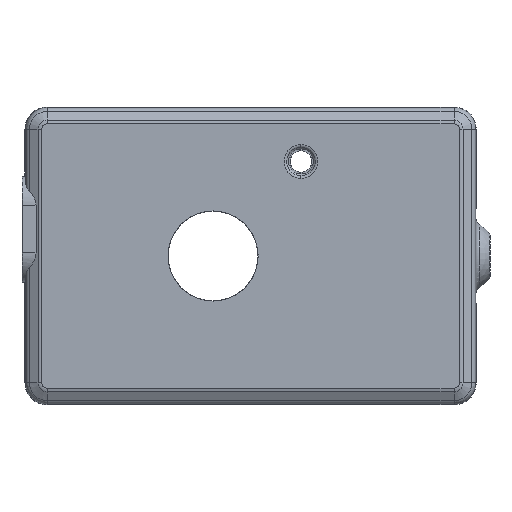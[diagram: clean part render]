
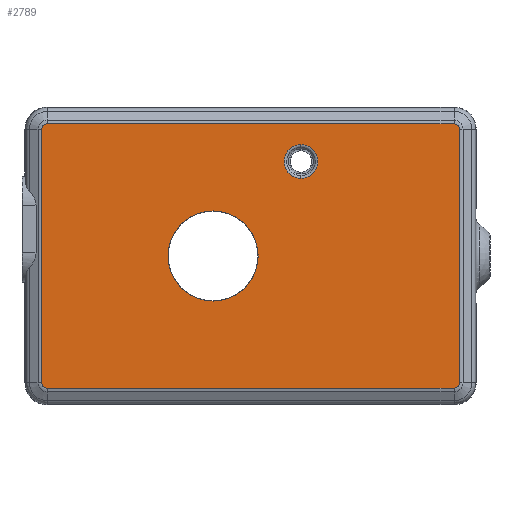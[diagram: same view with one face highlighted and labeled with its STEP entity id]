
A CAD part, front view. The second image highlights one B-rep face of the part: STEP entity #2789.
In plain terms, the highlighted planar face has unit normal (0, -1, 0).
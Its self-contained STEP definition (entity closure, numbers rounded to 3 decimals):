
#102 = ORIENTED_EDGE ( 'NONE', *, *, #2085, .T. ) ;
#223 = AXIS2_PLACEMENT_3D ( 'NONE', #1599, #4394, #3220 ) ;
#309 = AXIS2_PLACEMENT_3D ( 'NONE', #2627, #4899, #3881 ) ;
#334 = AXIS2_PLACEMENT_3D ( 'NONE', #4834, #5383, #2005 ) ;
#430 = VECTOR ( 'NONE', #1373, 1000. ) ;
#501 = DIRECTION ( 'NONE',  ( 0., 0., -1. ) ) ;
#557 = EDGE_CURVE ( 'NONE', #2844, #2578, #1499, .T. ) ;
#667 = CIRCLE ( 'NONE', #309, 0.732 ) ;
#834 = FACE_BOUND ( 'NONE', #2977, .T. ) ;
#843 = CARTESIAN_POINT ( 'NONE',  ( -27.832, 0., 17.17 ) ) ;
#851 = CARTESIAN_POINT ( 'NONE',  ( 28.732, 0., 0. ) ) ;
#913 = DIRECTION ( 'NONE',  ( 0., 0., 1. ) ) ;
#975 = DIRECTION ( 'NONE',  ( 0., -1., 0. ) ) ;
#1036 = EDGE_LOOP ( 'NONE', ( #2716, #7037, #3505, #2840, #102, #2549, #5247, #6571 ) ) ;
#1080 = AXIS2_PLACEMENT_3D ( 'NONE', #2857, #1603, #4364 ) ;
#1146 = CARTESIAN_POINT ( 'NONE',  ( 7.27, 0., 10.512 ) ) ;
#1177 = EDGE_CURVE ( 'NONE', #1388, #2844, #3476, .T. ) ;
#1373 = DIRECTION ( 'NONE',  ( 0., 0., -1. ) ) ;
#1388 = VERTEX_POINT ( 'NONE', #6135 ) ;
#1411 = DIRECTION ( 'NONE',  ( 0., 1., 0. ) ) ;
#1442 = CARTESIAN_POINT ( 'NONE',  ( -27.832, 0., 0. ) ) ;
#1470 = ORIENTED_EDGE ( 'NONE', *, *, #6454, .F. ) ;
#1483 = FACE_BOUND ( 'NONE', #2107, .T. ) ;
#1499 = LINE ( 'NONE', #851, #3942 ) ;
#1509 = CIRCLE ( 'NONE', #223, 2.288 ) ;
#1599 = CARTESIAN_POINT ( 'NONE',  ( 7.27, 0., 12.8 ) ) ;
#1603 = DIRECTION ( 'NONE',  ( 0., -1., 0. ) ) ;
#1650 = CARTESIAN_POINT ( 'NONE',  ( 28.732, 0., 17.17 ) ) ;
#1713 = EDGE_CURVE ( 'NONE', #5082, #2986, #667, .T. ) ;
#1814 = VERTEX_POINT ( 'NONE', #5458 ) ;
#1822 = CARTESIAN_POINT ( 'NONE',  ( -4.63, 0., 0. ) ) ;
#2005 = DIRECTION ( 'NONE',  ( 0., 0., -1. ) ) ;
#2028 = EDGE_CURVE ( 'NONE', #2986, #6682, #6408, .T. ) ;
#2085 = EDGE_CURVE ( 'NONE', #5528, #1388, #5964, .T. ) ;
#2107 = EDGE_LOOP ( 'NONE', ( #1470, #5481 ) ) ;
#2469 = DIRECTION ( 'NONE',  ( 0., -1., 0. ) ) ;
#2486 = VERTEX_POINT ( 'NONE', #4224 ) ;
#2549 = ORIENTED_EDGE ( 'NONE', *, *, #1177, .T. ) ;
#2563 = EDGE_CURVE ( 'NONE', #1814, #5905, #5485, .T. ) ;
#2578 = VERTEX_POINT ( 'NONE', #1650 ) ;
#2627 = CARTESIAN_POINT ( 'NONE',  ( -27.1, 0., 17.17 ) ) ;
#2646 = ORIENTED_EDGE ( 'NONE', *, *, #4873, .T. ) ;
#2716 = ORIENTED_EDGE ( 'NONE', *, *, #5626, .T. ) ;
#2789 = ADVANCED_FACE ( 'NONE', ( #834, #4280, #1483 ), #7044, .T. ) ;
#2819 = VECTOR ( 'NONE', #5252, 1000. ) ;
#2840 = ORIENTED_EDGE ( 'NONE', *, *, #4022, .T. ) ;
#2844 = VERTEX_POINT ( 'NONE', #4210 ) ;
#2857 = CARTESIAN_POINT ( 'NONE',  ( 28., 0., 17.17 ) ) ;
#2904 = AXIS2_PLACEMENT_3D ( 'NONE', #1822, #5800, #4617 ) ;
#2919 = DIRECTION ( 'NONE',  ( 0., 0., -1. ) ) ;
#2977 = EDGE_LOOP ( 'NONE', ( #6984, #2646 ) ) ;
#2986 = VERTEX_POINT ( 'NONE', #843 ) ;
#3045 = CARTESIAN_POINT ( 'NONE',  ( 0., 0., 17.902 ) ) ;
#3052 = CARTESIAN_POINT ( 'NONE',  ( 7.27, 0., 15.088 ) ) ;
#3164 = CARTESIAN_POINT ( 'NONE',  ( 0., 0., -17.902 ) ) ;
#3220 = DIRECTION ( 'NONE',  ( 0., 0., -1. ) ) ;
#3347 = EDGE_CURVE ( 'NONE', #5555, #5309, #1509, .T. ) ;
#3476 = CIRCLE ( 'NONE', #4288, 0.732 ) ;
#3505 = ORIENTED_EDGE ( 'NONE', *, *, #2028, .T. ) ;
#3719 = VECTOR ( 'NONE', #4927, 1000. ) ;
#3881 = DIRECTION ( 'NONE',  ( 0., 0., -1. ) ) ;
#3942 = VECTOR ( 'NONE', #913, 1000. ) ;
#4022 = EDGE_CURVE ( 'NONE', #6682, #5528, #4695, .T. ) ;
#4112 = AXIS2_PLACEMENT_3D ( 'NONE', #4743, #2469, #6960 ) ;
#4210 = CARTESIAN_POINT ( 'NONE',  ( 28.732, 0., -17.17 ) ) ;
#4224 = CARTESIAN_POINT ( 'NONE',  ( 28., 0., 17.902 ) ) ;
#4280 = FACE_OUTER_BOUND ( 'NONE', #1036, .T. ) ;
#4288 = AXIS2_PLACEMENT_3D ( 'NONE', #4354, #975, #501 ) ;
#4354 = CARTESIAN_POINT ( 'NONE',  ( 28., 0., -17.17 ) ) ;
#4364 = DIRECTION ( 'NONE',  ( 0., 0., -1. ) ) ;
#4394 = DIRECTION ( 'NONE',  ( 0., 1., 0. ) ) ;
#4617 = DIRECTION ( 'NONE',  ( 0., 0., -1. ) ) ;
#4695 = CIRCLE ( 'NONE', #4112, 0.732 ) ;
#4716 = CARTESIAN_POINT ( 'NONE',  ( 7.27, 0., 12.8 ) ) ;
#4743 = CARTESIAN_POINT ( 'NONE',  ( -27.1, 0., -17.17 ) ) ;
#4828 = CIRCLE ( 'NONE', #6479, 6.1 ) ;
#4834 = CARTESIAN_POINT ( 'NONE',  ( 0., 0., 0. ) ) ;
#4873 = EDGE_CURVE ( 'NONE', #5309, #5555, #7164, .T. ) ;
#4899 = DIRECTION ( 'NONE',  ( 0., -1., 0. ) ) ;
#4927 = DIRECTION ( 'NONE',  ( 1., 0., 0. ) ) ;
#5027 = CARTESIAN_POINT ( 'NONE',  ( -4.63, 0., -6.1 ) ) ;
#5060 = CARTESIAN_POINT ( 'NONE',  ( -27.832, 0., -17.17 ) ) ;
#5082 = VERTEX_POINT ( 'NONE', #6041 ) ;
#5182 = LINE ( 'NONE', #3045, #2819 ) ;
#5247 = ORIENTED_EDGE ( 'NONE', *, *, #557, .T. ) ;
#5252 = DIRECTION ( 'NONE',  ( -1., 0., 0. ) ) ;
#5303 = CIRCLE ( 'NONE', #1080, 0.732 ) ;
#5309 = VERTEX_POINT ( 'NONE', #3052 ) ;
#5383 = DIRECTION ( 'NONE',  ( 0., -1., 0. ) ) ;
#5458 = CARTESIAN_POINT ( 'NONE',  ( -4.63, 0., 6.1 ) ) ;
#5481 = ORIENTED_EDGE ( 'NONE', *, *, #2563, .F. ) ;
#5485 = CIRCLE ( 'NONE', #2904, 6.1 ) ;
#5528 = VERTEX_POINT ( 'NONE', #6149 ) ;
#5555 = VERTEX_POINT ( 'NONE', #1146 ) ;
#5626 = EDGE_CURVE ( 'NONE', #2486, #5082, #5182, .T. ) ;
#5800 = DIRECTION ( 'NONE',  ( 0., -1., 0. ) ) ;
#5874 = AXIS2_PLACEMENT_3D ( 'NONE', #4716, #1411, #6277 ) ;
#5905 = VERTEX_POINT ( 'NONE', #5027 ) ;
#5964 = LINE ( 'NONE', #3164, #3719 ) ;
#6041 = CARTESIAN_POINT ( 'NONE',  ( -27.1, 0., 17.902 ) ) ;
#6135 = CARTESIAN_POINT ( 'NONE',  ( 28., 0., -17.902 ) ) ;
#6149 = CARTESIAN_POINT ( 'NONE',  ( -27.1, 0., -17.902 ) ) ;
#6277 = DIRECTION ( 'NONE',  ( 0., 0., -1. ) ) ;
#6339 = DIRECTION ( 'NONE',  ( 0., -1., 0. ) ) ;
#6408 = LINE ( 'NONE', #1442, #430 ) ;
#6454 = EDGE_CURVE ( 'NONE', #5905, #1814, #4828, .T. ) ;
#6479 = AXIS2_PLACEMENT_3D ( 'NONE', #6825, #6339, #2919 ) ;
#6564 = EDGE_CURVE ( 'NONE', #2578, #2486, #5303, .T. ) ;
#6571 = ORIENTED_EDGE ( 'NONE', *, *, #6564, .T. ) ;
#6682 = VERTEX_POINT ( 'NONE', #5060 ) ;
#6825 = CARTESIAN_POINT ( 'NONE',  ( -4.63, 0., 0. ) ) ;
#6960 = DIRECTION ( 'NONE',  ( 0., 0., -1. ) ) ;
#6984 = ORIENTED_EDGE ( 'NONE', *, *, #3347, .T. ) ;
#7037 = ORIENTED_EDGE ( 'NONE', *, *, #1713, .T. ) ;
#7044 = PLANE ( 'NONE',  #334 ) ;
#7164 = CIRCLE ( 'NONE', #5874, 2.288 ) ;
